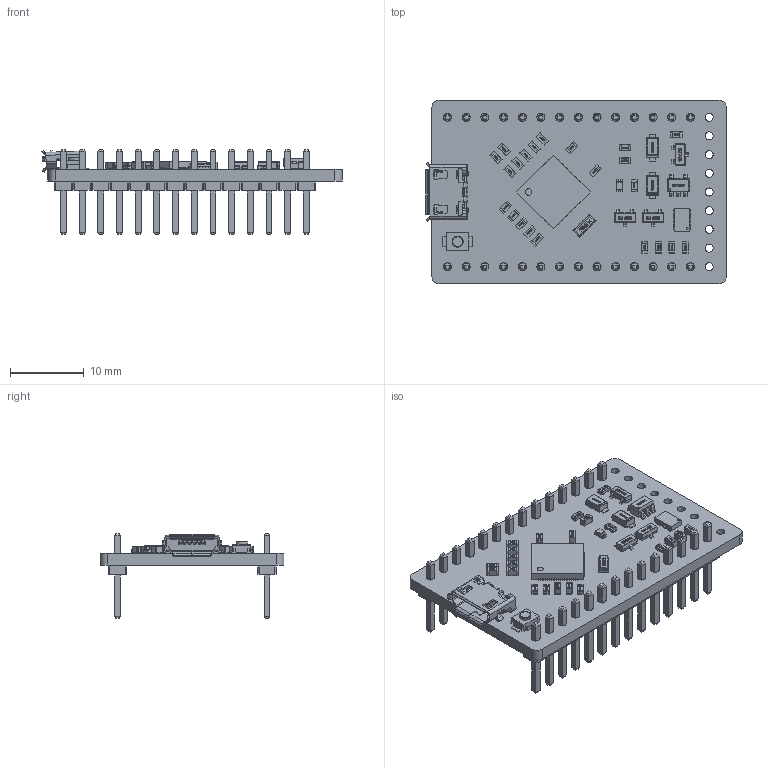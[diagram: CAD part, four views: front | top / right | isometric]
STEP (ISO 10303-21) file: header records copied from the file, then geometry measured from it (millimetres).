
FILE_DESCRIPTION(('Open CASCADE Model'),'2;1');
FILE_NAME('Open CASCADE Shape Model','2020-03-19T22:26:51',('Author'),( 'Open CASCADE'),'Open CASCADE STEP processor 6.8','Open CASCADE 6.8' ,'Unknown');
FILE_SCHEMA(('AUTOMOTIVE_DESIGN { 1 0 10303 214 1 1 1 1 }'));
Length unit declared in the file: millimetre
Products named in the file (78): PCB; Board218-0004; Open CASCADE STEP translator 6.8 1.1.1; Y1218-0004; CSTCE16MOV53-R0; U3218-0004; SOT23-5; SOT23-5_Body; SOT23-5_Pin; U2218-0004; 6632124192; Open_CASCADE_STEP_translator_6.8_9.1; Body; Open_CASCADE_STEP_translator_6.8_9.2.1; Thermal_Shape; Pin_Shape; Open_CASCADE_STEP_translator_6.8_9.4.1; U1218-0004; 6632123872; Open_CASCADE_STEP_translator_6.8_12.1; Open_CASCADE_STEP_translator_6.8_12.2.1; Open_CASCADE_STEP_translator_6.8_12.4.1; S1218-0004; B3U_1000P; R8218-0004; 0603_Resistor; Electrode; R6218-0004; R4218-0004; R3218-0004; R2218-0004; R9218-0004; R7218-0004; R5218-0004; Q2218-0004; SOT-23; Pin; Q1218-0004; J4218-0004; 1x14 ...
Assembly tree (177 placements, depth 5):
  PCB
    Board218-0004
      Open CASCADE STEP translator 6.8 1.1.1
    Y1218-0004
      CSTCE16MOV53-R0
      CSTCE16MOV53-R0
      CSTCE16MOV53-R0
    U3218-0004
      SOT23-5
        SOT23-5_Body
        SOT23-5_Pin  x5
    U2218-0004
      6632124192
        Open_CASCADE_STEP_translator_6.8_9.1
        Body
          Open_CASCADE_STEP_translator_6.8_9.2.1
        Thermal_Shape
        Pin_Shape  x12
          Open_CASCADE_STEP_translator_6.8_9.4.1
    U1218-0004
      6632123872
        Open_CASCADE_STEP_translator_6.8_12.1
        Body
          Open_CASCADE_STEP_translator_6.8_12.2.1
        Thermal_Shape
        Pin_Shape  x44
          Open_CASCADE_STEP_translator_6.8_12.4.1
    S1218-0004
      B3U_1000P
    R8218-0004
      0603_Resistor
        Body
        Electrode  x2
    R6218-0004
      0603_Resistor
        Body
        Electrode  x2
    R4218-0004
      0603_Resistor
        Body
        Electrode  x2
    R3218-0004
      0603_Resistor
        Body
        Electrode  x2
    R2218-0004
      0603_Resistor
        Body
        Electrode  x2
    R9218-0004
      0603_Resistor
        Body
        Electrode  x2
    R7218-0004
      0603_Resistor
        Body
        Electrode  x2
    R5218-0004
      0603_Resistor
        Body
Bounding box: 40.83 x 25 x 11.5 mm (x, y, z)
Volume: 2279.2 mm3; surface area: 5548.1 mm2
Topology: 223 solids, 225 shells, 6597 faces, 16126 edges, 10150 vertices
Faces by surface type: plane 3750, bspline 1488, cylinder 966, sphere 230, torus 118, extrusion 37, cone 8
Full cylindrical faces by diameter (mm): 0.237 x1, 0.263 x1, 0.887 x1, 1.1 x37
Entity records: 66125 total; most frequent: CARTESIAN_POINT 17446, ORIENTED_EDGE 10120, DIRECTION 8556, EDGE_CURVE 5061, VECTOR 3330, LINE 3293, VERTEX_POINT 3256, AXIS2_PLACEMENT_3D 2613
